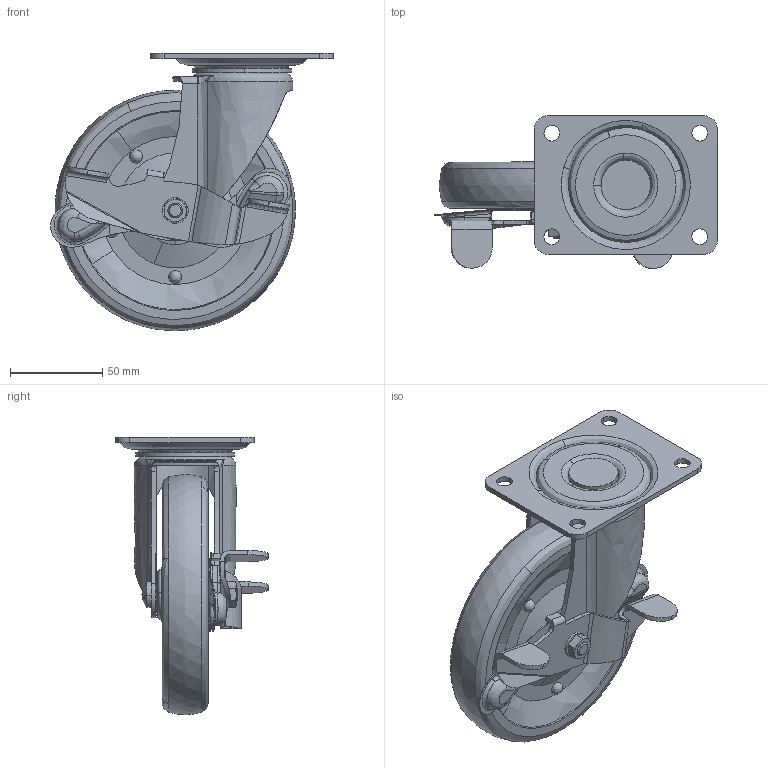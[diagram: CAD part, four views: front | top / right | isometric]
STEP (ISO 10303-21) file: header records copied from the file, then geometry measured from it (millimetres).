
FILE_DESCRIPTION((''),'2;1');
FILE_NAME('','2005-12-16T17:20:30',(''),(''),'','CADfix','');
FILE_SCHEMA(('AUTOMOTIVE_DESIGN'));
Length unit declared in the file: millimetre
Products named in the file (8): lever; plate; wheel; mounting plate; main shaft; body; axle; No_108BS_18240_36
Assembly tree (7 placements, depth 2):
  No_108BS_18240_36
    lever
    plate
    wheel
    mounting plate
    main shaft
    body
    axle
Bounding box: 152.85 x 82.41 x 149.99 mm (x, y, z)
Volume: 359832.4 mm3; surface area: 98422.3 mm2
Topology: 7 solids, 7 shells, 419 faces, 1207 edges, 825 vertices
Faces by surface type: bspline 419
Entity records: 20175 total; most frequent: CARTESIAN_POINT 13556, ORIENTED_EDGE 2400, EDGE_CURVE 1200, VERTEX_POINT 825, EDGE_LOOP 471, FACE_OUTER_BOUND 419, ADVANCED_FACE 419, QUASI_UNIFORM_CURVE 315
